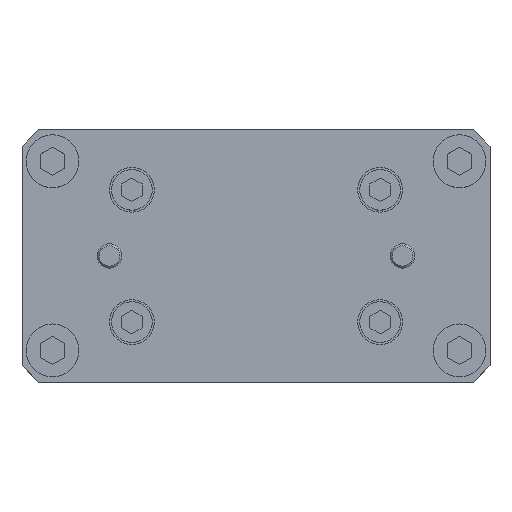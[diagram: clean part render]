
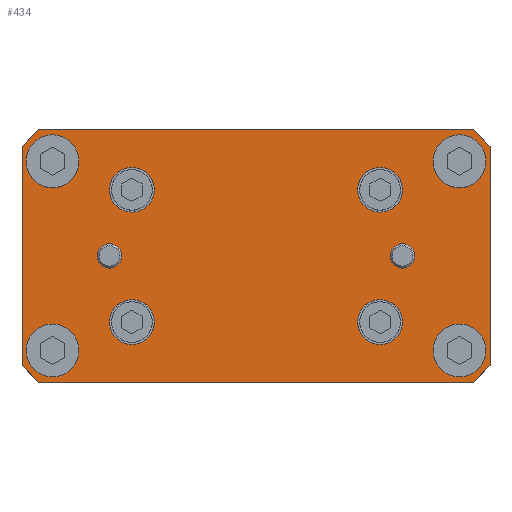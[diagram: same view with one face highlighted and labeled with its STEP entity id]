
A CAD part, top view. The second image highlights one B-rep face of the part: STEP entity #434.
In plain terms, the highlighted planar face has unit normal (0, 0, 1).
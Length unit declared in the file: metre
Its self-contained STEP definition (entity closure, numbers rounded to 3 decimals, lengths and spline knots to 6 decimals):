
#434 = ADVANCED_FACE( '', ( #959, #960, #961, #962, #963, #964, #965, #966, #967, #968, #969 ), #970, .F. );
#959 = FACE_BOUND( '', #1508, .T. );
#960 = FACE_BOUND( '', #1509, .T. );
#961 = FACE_BOUND( '', #1510, .T. );
#962 = FACE_BOUND( '', #1511, .T. );
#963 = FACE_BOUND( '', #1512, .T. );
#964 = FACE_BOUND( '', #1513, .T. );
#965 = FACE_BOUND( '', #1514, .T. );
#966 = FACE_BOUND( '', #1515, .T. );
#967 = FACE_BOUND( '', #1516, .T. );
#968 = FACE_BOUND( '', #1517, .T. );
#969 = FACE_OUTER_BOUND( '', #1518, .T. );
#970 = PLANE( '', #1519 );
#1508 = EDGE_LOOP( '', ( #2529 ) );
#1509 = EDGE_LOOP( '', ( #2530 ) );
#1510 = EDGE_LOOP( '', ( #2531 ) );
#1511 = EDGE_LOOP( '', ( #2532 ) );
#1512 = EDGE_LOOP( '', ( #2533 ) );
#1513 = EDGE_LOOP( '', ( #2534 ) );
#1514 = EDGE_LOOP( '', ( #2535 ) );
#1515 = EDGE_LOOP( '', ( #2536 ) );
#1516 = EDGE_LOOP( '', ( #2537 ) );
#1517 = EDGE_LOOP( '', ( #2538 ) );
#1518 = EDGE_LOOP( '', ( #2539, #2540, #2541, #2542, #2543, #2544, #2545, #2546 ) );
#1519 = AXIS2_PLACEMENT_3D( '', #2547, #2548, #2549 );
#2529 = ORIENTED_EDGE( '', *, *, #3026, .T. );
#2530 = ORIENTED_EDGE( '', *, *, #2928, .F. );
#2531 = ORIENTED_EDGE( '', *, *, #2762, .F. );
#2532 = ORIENTED_EDGE( '', *, *, #2906, .T. );
#2533 = ORIENTED_EDGE( '', *, *, #3064, .F. );
#2534 = ORIENTED_EDGE( '', *, *, #3052, .T. );
#2535 = ORIENTED_EDGE( '', *, *, #2945, .F. );
#2536 = ORIENTED_EDGE( '', *, *, #2895, .F. );
#2537 = ORIENTED_EDGE( '', *, *, #3029, .F. );
#2538 = ORIENTED_EDGE( '', *, *, #2875, .F. );
#2539 = ORIENTED_EDGE( '', *, *, #2720, .F. );
#2540 = ORIENTED_EDGE( '', *, *, #3005, .T. );
#2541 = ORIENTED_EDGE( '', *, *, #3016, .F. );
#2542 = ORIENTED_EDGE( '', *, *, #2956, .T. );
#2543 = ORIENTED_EDGE( '', *, *, #3065, .F. );
#2544 = ORIENTED_EDGE( '', *, *, #3040, .T. );
#2545 = ORIENTED_EDGE( '', *, *, #2968, .F. );
#2546 = ORIENTED_EDGE( '', *, *, #3066, .T. );
#2547 = CARTESIAN_POINT( '', ( -0.0575, 0.031, 0.011 ) );
#2548 = DIRECTION( '', ( 0., 0., -1. ) );
#2549 = DIRECTION( '', ( 0., 1., 0. ) );
#2720 = EDGE_CURVE( '', #3147, #3149, #3150, .T. );
#2762 = EDGE_CURVE( '', #3220, #3220, #3221, .T. );
#2875 = EDGE_CURVE( '', #3400, #3400, #3401, .T. );
#2895 = EDGE_CURVE( '', #3431, #3431, #3432, .T. );
#2906 = EDGE_CURVE( '', #3446, #3446, #3447, .T. );
#2928 = EDGE_CURVE( '', #3477, #3477, #3478, .T. );
#2945 = EDGE_CURVE( '', #3503, #3503, #3504, .T. );
#2956 = EDGE_CURVE( '', #3520, #3521, #3522, .F. );
#2968 = EDGE_CURVE( '', #3537, #3538, #3539, .T. );
#3005 = EDGE_CURVE( '', #3147, #3586, #3587, .F. );
#3016 = EDGE_CURVE( '', #3520, #3586, #3601, .T. );
#3026 = EDGE_CURVE( '', #3614, #3614, #3615, .T. );
#3029 = EDGE_CURVE( '', #3619, #3619, #3620, .T. );
#3040 = EDGE_CURVE( '', #3633, #3538, #3634, .F. );
#3052 = EDGE_CURVE( '', #3648, #3648, #3649, .T. );
#3064 = EDGE_CURVE( '', #3661, #3661, #3662, .T. );
#3065 = EDGE_CURVE( '', #3633, #3521, #3663, .T. );
#3066 = EDGE_CURVE( '', #3537, #3149, #3664, .F. );
#3147 = VERTEX_POINT( '', #3764 );
#3149 = VERTEX_POINT( '', #3767 );
#3150 = LINE( '', #3768, #3769 );
#3220 = VERTEX_POINT( '', #3895 );
#3221 = CIRCLE( '', #3896, 0.0055 );
#3400 = VERTEX_POINT( '', #4197 );
#3401 = CIRCLE( '', #4198, 0.004 );
#3431 = VERTEX_POINT( '', #4240 );
#3432 = CIRCLE( '', #4241, 0.004 );
#3446 = VERTEX_POINT( '', #4261 );
#3447 = CIRCLE( '', #4262, 0.0055 );
#3477 = VERTEX_POINT( '', #4302 );
#3478 = CIRCLE( '', #4303, 0.0055 );
#3503 = VERTEX_POINT( '', #4398 );
#3504 = CIRCLE( '', #4399, 0.004 );
#3520 = VERTEX_POINT( '', #4415 );
#3521 = VERTEX_POINT( '', #4416 );
#3522 = LINE( '', #4417, #4418 );
#3537 = VERTEX_POINT( '', #4436 );
#3538 = VERTEX_POINT( '', #4437 );
#3539 = LINE( '', #4438, #4439 );
#3586 = VERTEX_POINT( '', #4562 );
#3587 = LINE( '', #4563, #4564 );
#3601 = LINE( '', #4581, #4582 );
#3614 = VERTEX_POINT( '', #4597 );
#3615 = CIRCLE( '', #4598, 0.0055 );
#3619 = VERTEX_POINT( '', #4635 );
#3620 = CIRCLE( '', #4636, 0.004 );
#3633 = VERTEX_POINT( '', #4652 );
#3634 = LINE( '', #4653, #4654 );
#3648 = VERTEX_POINT( '', #4671 );
#3649 = CIRCLE( '', #4672, 0.003 );
#3661 = VERTEX_POINT( '', #4687 );
#3662 = CIRCLE( '', #4688, 0.003 );
#3663 = LINE( '', #4689, #4690 );
#3664 = LINE( '', #4691, #4692 );
#3764 = CARTESIAN_POINT( '', ( -0.0535, 0.031, 0.011 ) );
#3767 = CARTESIAN_POINT( '', ( 0.0535, 0.031, 0.011 ) );
#3768 = CARTESIAN_POINT( '', ( -0.0575, 0.031, 0.011 ) );
#3769 = VECTOR( '', #4754, 1. );
#3895 = CARTESIAN_POINT( '', ( -0.025, 0.01625, 0.011 ) );
#3896 = AXIS2_PLACEMENT_3D( '', #4799, #4800, #4801 );
#4197 = CARTESIAN_POINT( '', ( 0.054, 0.02325, 0.011 ) );
#4198 = AXIS2_PLACEMENT_3D( '', #4930, #4931, #4932 );
#4240 = CARTESIAN_POINT( '', ( 0.046, -0.02325, 0.011 ) );
#4241 = AXIS2_PLACEMENT_3D( '', #4948, #4949, #4950 );
#4261 = CARTESIAN_POINT( '', ( 0.025, 0.01625, 0.011 ) );
#4262 = AXIS2_PLACEMENT_3D( '', #4957, #4958, #4959 );
#4302 = CARTESIAN_POINT( '', ( 0.025, -0.01625, 0.011 ) );
#4303 = AXIS2_PLACEMENT_3D( '', #4979, #4980, #4981 );
#4398 = CARTESIAN_POINT( '', ( -0.046, -0.02325, 0.011 ) );
#4399 = AXIS2_PLACEMENT_3D( '', #4998, #4999, #5000 );
#4415 = CARTESIAN_POINT( '', ( -0.0575, -0.027, 0.011 ) );
#4416 = CARTESIAN_POINT( '', ( -0.0535, -0.031, 0.011 ) );
#4417 = CARTESIAN_POINT( '', ( -0.0535, -0.031, 0.011 ) );
#4418 = VECTOR( '', #5016, 1. );
#4436 = CARTESIAN_POINT( '', ( 0.0575, 0.027, 0.011 ) );
#4437 = CARTESIAN_POINT( '', ( 0.0575, -0.027, 0.011 ) );
#4438 = CARTESIAN_POINT( '', ( 0.0575, 0.031, 0.011 ) );
#4439 = VECTOR( '', #5029, 1. );
#4562 = CARTESIAN_POINT( '', ( -0.0575, 0.027, 0.011 ) );
#4563 = CARTESIAN_POINT( '', ( -0.0575, 0.027, 0.011 ) );
#4564 = VECTOR( '', #5061, 1. );
#4581 = CARTESIAN_POINT( '', ( -0.0575, -0.031, 0.011 ) );
#4582 = VECTOR( '', #5071, 1. );
#4597 = CARTESIAN_POINT( '', ( -0.025, -0.01625, 0.011 ) );
#4598 = AXIS2_PLACEMENT_3D( '', #5080, #5081, #5082 );
#4635 = CARTESIAN_POINT( '', ( -0.046, 0.02325, 0.011 ) );
#4636 = AXIS2_PLACEMENT_3D( '', #5083, #5084, #5085 );
#4652 = CARTESIAN_POINT( '', ( 0.0535, -0.031, 0.011 ) );
#4653 = CARTESIAN_POINT( '', ( 0.0575, -0.027, 0.011 ) );
#4654 = VECTOR( '', #5092, 1. );
#4671 = CARTESIAN_POINT( '', ( 0.033, 0., 0.011 ) );
#4672 = AXIS2_PLACEMENT_3D( '', #5099, #5100, #5101 );
#4687 = CARTESIAN_POINT( '', ( -0.033, 0., 0.011 ) );
#4688 = AXIS2_PLACEMENT_3D( '', #5105, #5106, #5107 );
#4689 = CARTESIAN_POINT( '', ( 0.0575, -0.031, 0.011 ) );
#4690 = VECTOR( '', #5108, 1. );
#4691 = CARTESIAN_POINT( '', ( 0.0535, 0.031, 0.011 ) );
#4692 = VECTOR( '', #5109, 1. );
#4754 = DIRECTION( '', ( 1., 0., 0. ) );
#4799 = CARTESIAN_POINT( '', ( -0.0305, 0.01625, 0.011 ) );
#4800 = DIRECTION( '', ( 0., 0., 1. ) );
#4801 = DIRECTION( '', ( 1., 0., 0. ) );
#4930 = CARTESIAN_POINT( '', ( 0.05, 0.02325, 0.011 ) );
#4931 = DIRECTION( '', ( 0., 0., 1. ) );
#4932 = DIRECTION( '', ( 1., 0., 0. ) );
#4948 = CARTESIAN_POINT( '', ( 0.05, -0.02325, 0.011 ) );
#4949 = DIRECTION( '', ( 0., 0., 1. ) );
#4950 = DIRECTION( '', ( -1., 0., 0. ) );
#4957 = CARTESIAN_POINT( '', ( 0.0305, 0.01625, 0.011 ) );
#4958 = DIRECTION( '', ( 0., 0., -1. ) );
#4959 = DIRECTION( '', ( -1., 0., 0. ) );
#4979 = CARTESIAN_POINT( '', ( 0.0305, -0.01625, 0.011 ) );
#4980 = DIRECTION( '', ( 0., 0., 1. ) );
#4981 = DIRECTION( '', ( -1., 0., 0. ) );
#4998 = CARTESIAN_POINT( '', ( -0.05, -0.02325, 0.011 ) );
#4999 = DIRECTION( '', ( 0., 0., 1. ) );
#5000 = DIRECTION( '', ( 1., 0., 0. ) );
#5016 = DIRECTION( '', ( -0.707, 0.707, 0. ) );
#5029 = DIRECTION( '', ( 0., -1., 0. ) );
#5061 = DIRECTION( '', ( 0.707, 0.707, 0. ) );
#5071 = DIRECTION( '', ( 0., 1., 0. ) );
#5080 = CARTESIAN_POINT( '', ( -0.0305, -0.01625, 0.011 ) );
#5081 = DIRECTION( '', ( 0., 0., -1. ) );
#5082 = DIRECTION( '', ( 1., 0., 0. ) );
#5083 = CARTESIAN_POINT( '', ( -0.05, 0.02325, 0.011 ) );
#5084 = DIRECTION( '', ( 0., 0., 1. ) );
#5085 = DIRECTION( '', ( 1., 0., 0. ) );
#5092 = DIRECTION( '', ( -0.707, -0.707, 0. ) );
#5099 = CARTESIAN_POINT( '', ( 0.036, 0., 0.011 ) );
#5100 = DIRECTION( '', ( 0., 0., -1. ) );
#5101 = DIRECTION( '', ( -1., 0., 0. ) );
#5105 = CARTESIAN_POINT( '', ( -0.036, 0., 0.011 ) );
#5106 = DIRECTION( '', ( 0., 0., 1. ) );
#5107 = DIRECTION( '', ( 1., 0., 0. ) );
#5108 = DIRECTION( '', ( -1., 0., 0. ) );
#5109 = DIRECTION( '', ( 0.707, -0.707, 0. ) );
